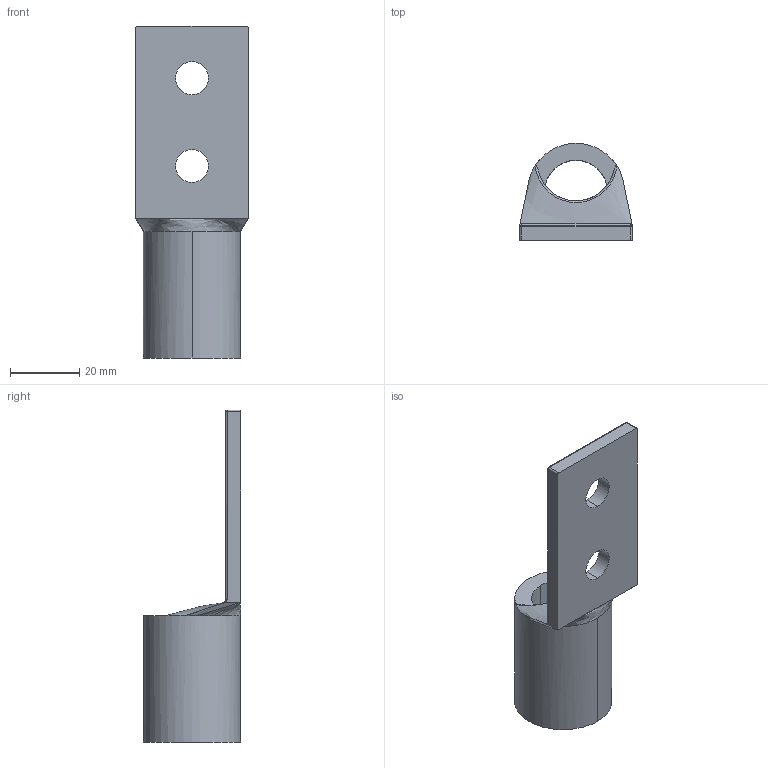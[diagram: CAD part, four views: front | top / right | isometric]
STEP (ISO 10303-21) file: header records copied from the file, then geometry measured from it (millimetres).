
FILE_DESCRIPTION (( 'STEP AP214' ), '1' );
FILE_NAME ('B00B5NMRG6.3D.STP', '2013-12-05T12:49:49', ( '' ), ( '' ), 'SwSTEP 2.0', 'SolidWorks 2012', '' );
FILE_SCHEMA (( 'AUTOMOTIVE_DESIGN' ));
Length unit declared in the file: inch
Products named in the file (1): B00B5NMRG6.3D
Bounding box: 32.51 x 28.07 x 96.01 mm (x, y, z)
Volume: 20492.8 mm3; surface area: 10571 mm2
Topology: 1 solids, 1 shells, 116 faces, 303 edges, 194 vertices
Faces by surface type: plane 70, bspline 28, cylinder 14, cone 2, sphere 2
Entity records: 5260 total; most frequent: CARTESIAN_POINT 2558, ORIENTED_EDGE 600, DIRECTION 448, EDGE_CURVE 300, VECTOR 208, LINE 208, VERTEX_POINT 194, EDGE_LOOP 130
